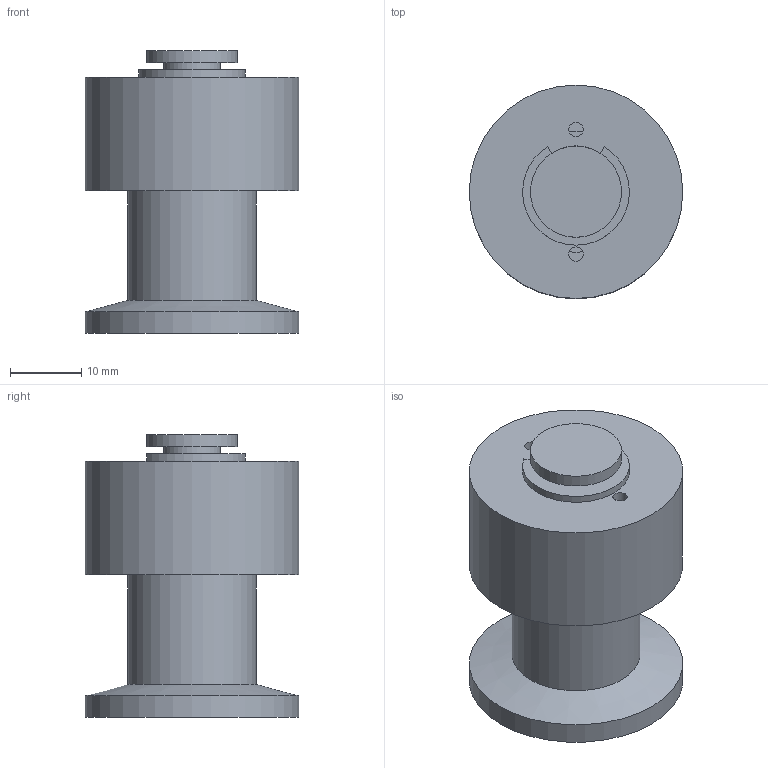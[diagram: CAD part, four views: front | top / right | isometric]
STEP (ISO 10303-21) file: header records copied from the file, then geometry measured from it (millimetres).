
FILE_DESCRIPTION (( 'STEP AP214' ), '1' );
FILE_NAME ('FULLVAC VRA1KF10I.STEP', '2019-06-26T12:51:48', ( '' ), ( '' ), 'SwSTEP 2.0', 'SolidWorks 2017', '' );
FILE_SCHEMA (( 'AUTOMOTIVE_DESIGN' ));
Length unit declared in the file: millimetre
Products named in the file (5): 2^FULLVAC VRA1KF10I; 3^FULLVAC VRA1KF10I; 1^FULLVAC VRA1KF10I; FULLVAC VRA1KF10I; 4^FULLVAC VRA1KF10I
Assembly tree (4 placements, depth 2):
  FULLVAC VRA1KF10I
    1^FULLVAC VRA1KF10I
    2^FULLVAC VRA1KF10I
    3^FULLVAC VRA1KF10I
    4^FULLVAC VRA1KF10I
Bounding box: 30 x 30 x 39.7 mm (x, y, z)
Volume: 18896 mm3; surface area: 8256.6 mm2
Topology: 4 solids, 4 shells, 42 faces, 78 edges, 52 vertices
Faces by surface type: plane 24, cylinder 17, cone 1
Full cylindrical faces by diameter (mm): 2 x2, 8 x1, 12.2 x1, 12.8 x2, 12.9 x1, 17 x1, 18 x1, 18.631 x1, 20.955 x1, 30 x2
Entity records: 1181 total; most frequent: DIRECTION 194, CARTESIAN_POINT 161, ORIENTED_EDGE 124, AXIS2_PLACEMENT_3D 83, EDGE_LOOP 66, EDGE_CURVE 62, FACE_OUTER_BOUND 55, VERTEX_POINT 50
